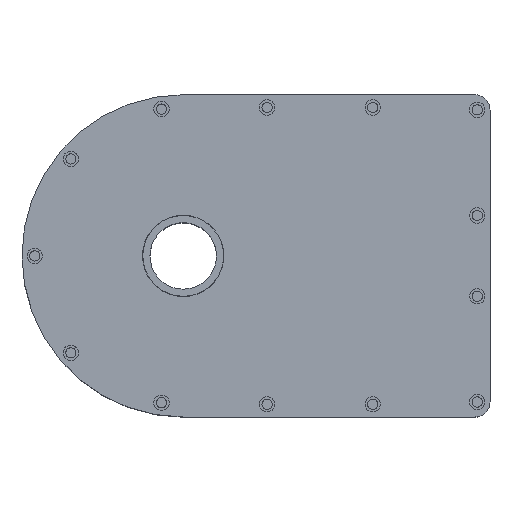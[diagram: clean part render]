
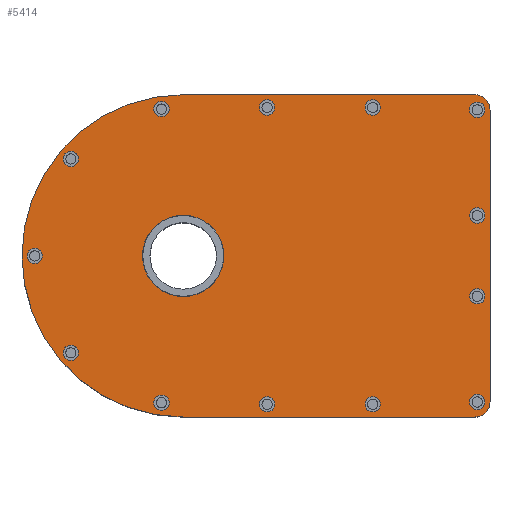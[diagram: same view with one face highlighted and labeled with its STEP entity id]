
A CAD part, top view. The second image highlights one B-rep face of the part: STEP entity #5414.
In plain terms, the highlighted planar face has unit normal (0, 0, 1).
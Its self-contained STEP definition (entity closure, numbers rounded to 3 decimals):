
#217=FACE_BOUND('',#1007,.T.);
#218=FACE_BOUND('',#1008,.T.);
#219=FACE_BOUND('',#1009,.T.);
#220=FACE_BOUND('',#1010,.T.);
#221=FACE_BOUND('',#1011,.T.);
#222=FACE_BOUND('',#1012,.T.);
#223=FACE_BOUND('',#1013,.T.);
#224=FACE_BOUND('',#1014,.T.);
#225=FACE_BOUND('',#1015,.T.);
#226=FACE_BOUND('',#1016,.T.);
#227=FACE_BOUND('',#1017,.T.);
#228=FACE_BOUND('',#1018,.T.);
#229=FACE_BOUND('',#1019,.T.);
#230=FACE_BOUND('',#1020,.T.);
#296=PLANE('',#5963);
#602=FACE_OUTER_BOUND('',#1006,.T.);
#1006=EDGE_LOOP('',(#4931,#4932,#4933,#4934,#4935,#4936));
#1007=EDGE_LOOP('',(#4937));
#1008=EDGE_LOOP('',(#4938));
#1009=EDGE_LOOP('',(#4939));
#1010=EDGE_LOOP('',(#4940));
#1011=EDGE_LOOP('',(#4941));
#1012=EDGE_LOOP('',(#4942));
#1013=EDGE_LOOP('',(#4943));
#1014=EDGE_LOOP('',(#4944));
#1015=EDGE_LOOP('',(#4945));
#1016=EDGE_LOOP('',(#4946));
#1017=EDGE_LOOP('',(#4947));
#1018=EDGE_LOOP('',(#4948));
#1019=EDGE_LOOP('',(#4949));
#1020=EDGE_LOOP('',(#4950));
#1481=CIRCLE('',#5869,7.95);
#1521=CIRCLE('',#5929,1.5);
#1522=CIRCLE('',#5931,1.5);
#1523=CIRCLE('',#5933,1.5);
#1524=CIRCLE('',#5935,1.5);
#1525=CIRCLE('',#5937,1.5);
#1526=CIRCLE('',#5939,1.5);
#1527=CIRCLE('',#5941,1.5);
#1528=CIRCLE('',#5943,1.5);
#1529=CIRCLE('',#5945,1.5);
#1530=CIRCLE('',#5947,1.5);
#1531=CIRCLE('',#5949,1.5);
#1532=CIRCLE('',#5951,1.5);
#1533=CIRCLE('',#5953,1.5);
#1534=CIRCLE('',#5955,3.);
#1535=CIRCLE('',#5958,3.);
#1536=CIRCLE('',#5961,31.525);
#1801=LINE('',#15095,#2072);
#1804=LINE('',#15103,#2075);
#1807=LINE('',#15110,#2078);
#2072=VECTOR('',#7239,10.);
#2075=VECTOR('',#7248,10.);
#2078=VECTOR('',#7257,10.);
#2513=VERTEX_POINT('',#14625);
#2571=VERTEX_POINT('',#15036);
#2572=VERTEX_POINT('',#15040);
#2573=VERTEX_POINT('',#15044);
#2574=VERTEX_POINT('',#15048);
#2575=VERTEX_POINT('',#15052);
#2576=VERTEX_POINT('',#15056);
#2577=VERTEX_POINT('',#15060);
#2578=VERTEX_POINT('',#15064);
#2579=VERTEX_POINT('',#15068);
#2580=VERTEX_POINT('',#15072);
#2581=VERTEX_POINT('',#15076);
#2582=VERTEX_POINT('',#15080);
#2583=VERTEX_POINT('',#15084);
#2584=VERTEX_POINT('',#15088);
#2585=VERTEX_POINT('',#15090);
#2586=VERTEX_POINT('',#15094);
#2587=VERTEX_POINT('',#15098);
#2588=VERTEX_POINT('',#15102);
#2589=VERTEX_POINT('',#15106);
#3258=EDGE_CURVE('',#2513,#2513,#1481,.T.);
#3339=EDGE_CURVE('',#2571,#2571,#1521,.T.);
#3341=EDGE_CURVE('',#2572,#2572,#1522,.T.);
#3343=EDGE_CURVE('',#2573,#2573,#1523,.T.);
#3345=EDGE_CURVE('',#2574,#2574,#1524,.T.);
#3347=EDGE_CURVE('',#2575,#2575,#1525,.T.);
#3349=EDGE_CURVE('',#2576,#2576,#1526,.T.);
#3351=EDGE_CURVE('',#2577,#2577,#1527,.T.);
#3353=EDGE_CURVE('',#2578,#2578,#1528,.T.);
#3355=EDGE_CURVE('',#2579,#2579,#1529,.T.);
#3357=EDGE_CURVE('',#2580,#2580,#1530,.T.);
#3359=EDGE_CURVE('',#2581,#2581,#1531,.T.);
#3361=EDGE_CURVE('',#2582,#2582,#1532,.T.);
#3363=EDGE_CURVE('',#2583,#2583,#1533,.T.);
#3366=EDGE_CURVE('',#2585,#2584,#1534,.T.);
#3368=EDGE_CURVE('',#2586,#2585,#1801,.T.);
#3370=EDGE_CURVE('',#2587,#2586,#1535,.T.);
#3372=EDGE_CURVE('',#2588,#2587,#1804,.T.);
#3374=EDGE_CURVE('',#2589,#2588,#1536,.T.);
#3376=EDGE_CURVE('',#2584,#2589,#1807,.T.);
#4931=ORIENTED_EDGE('',*,*,#3376,.T.);
#4932=ORIENTED_EDGE('',*,*,#3374,.T.);
#4933=ORIENTED_EDGE('',*,*,#3372,.T.);
#4934=ORIENTED_EDGE('',*,*,#3370,.T.);
#4935=ORIENTED_EDGE('',*,*,#3368,.T.);
#4936=ORIENTED_EDGE('',*,*,#3366,.T.);
#4937=ORIENTED_EDGE('',*,*,#3258,.T.);
#4938=ORIENTED_EDGE('',*,*,#3339,.T.);
#4939=ORIENTED_EDGE('',*,*,#3341,.T.);
#4940=ORIENTED_EDGE('',*,*,#3343,.T.);
#4941=ORIENTED_EDGE('',*,*,#3345,.T.);
#4942=ORIENTED_EDGE('',*,*,#3347,.T.);
#4943=ORIENTED_EDGE('',*,*,#3349,.T.);
#4944=ORIENTED_EDGE('',*,*,#3351,.T.);
#4945=ORIENTED_EDGE('',*,*,#3353,.T.);
#4946=ORIENTED_EDGE('',*,*,#3355,.T.);
#4947=ORIENTED_EDGE('',*,*,#3357,.T.);
#4948=ORIENTED_EDGE('',*,*,#3359,.T.);
#4949=ORIENTED_EDGE('',*,*,#3361,.T.);
#4950=ORIENTED_EDGE('',*,*,#3363,.T.);
#5414=ADVANCED_FACE('',(#602,#217,#218,#219,#220,#221,#222,#223,#224,#225,
#226,#227,#228,#229,#230),#296,.T.);
#5869=AXIS2_PLACEMENT_3D('',#14626,#7021,#7022);
#5929=AXIS2_PLACEMENT_3D('',#15037,#7168,#7169);
#5931=AXIS2_PLACEMENT_3D('',#15041,#7173,#7174);
#5933=AXIS2_PLACEMENT_3D('',#15045,#7178,#7179);
#5935=AXIS2_PLACEMENT_3D('',#15049,#7183,#7184);
#5937=AXIS2_PLACEMENT_3D('',#15053,#7188,#7189);
#5939=AXIS2_PLACEMENT_3D('',#15057,#7193,#7194);
#5941=AXIS2_PLACEMENT_3D('',#15061,#7198,#7199);
#5943=AXIS2_PLACEMENT_3D('',#15065,#7203,#7204);
#5945=AXIS2_PLACEMENT_3D('',#15069,#7208,#7209);
#5947=AXIS2_PLACEMENT_3D('',#15073,#7213,#7214);
#5949=AXIS2_PLACEMENT_3D('',#15077,#7218,#7219);
#5951=AXIS2_PLACEMENT_3D('',#15081,#7223,#7224);
#5953=AXIS2_PLACEMENT_3D('',#15085,#7228,#7229);
#5955=AXIS2_PLACEMENT_3D('',#15091,#7234,#7235);
#5958=AXIS2_PLACEMENT_3D('',#15099,#7243,#7244);
#5961=AXIS2_PLACEMENT_3D('',#15107,#7252,#7253);
#5963=AXIS2_PLACEMENT_3D('',#15111,#7258,#7259);
#7021=DIRECTION('center_axis',(0.,0.,-1.));
#7022=DIRECTION('ref_axis',(-1.,0.,0.));
#7168=DIRECTION('center_axis',(0.,0.,-1.));
#7169=DIRECTION('ref_axis',(-1.,0.,0.));
#7173=DIRECTION('center_axis',(0.,0.,-1.));
#7174=DIRECTION('ref_axis',(-1.,0.,0.));
#7178=DIRECTION('center_axis',(0.,0.,-1.));
#7179=DIRECTION('ref_axis',(-1.,0.,0.));
#7183=DIRECTION('center_axis',(0.,0.,-1.));
#7184=DIRECTION('ref_axis',(-1.,0.,0.));
#7188=DIRECTION('center_axis',(0.,0.,-1.));
#7189=DIRECTION('ref_axis',(-1.,0.,0.));
#7193=DIRECTION('center_axis',(0.,0.,-1.));
#7194=DIRECTION('ref_axis',(-1.,0.,0.));
#7198=DIRECTION('center_axis',(0.,0.,-1.));
#7199=DIRECTION('ref_axis',(-1.,0.,0.));
#7203=DIRECTION('center_axis',(0.,0.,-1.));
#7204=DIRECTION('ref_axis',(-1.,0.,0.));
#7208=DIRECTION('center_axis',(0.,0.,-1.));
#7209=DIRECTION('ref_axis',(-1.,0.,0.));
#7213=DIRECTION('center_axis',(0.,0.,-1.));
#7214=DIRECTION('ref_axis',(-1.,0.,0.));
#7218=DIRECTION('center_axis',(0.,0.,-1.));
#7219=DIRECTION('ref_axis',(-1.,0.,0.));
#7223=DIRECTION('center_axis',(0.,0.,-1.));
#7224=DIRECTION('ref_axis',(-1.,0.,0.));
#7228=DIRECTION('center_axis',(0.,0.,-1.));
#7229=DIRECTION('ref_axis',(-1.,0.,0.));
#7234=DIRECTION('center_axis',(0.,0.,1.));
#7235=DIRECTION('ref_axis',(1.,0.,0.));
#7239=DIRECTION('',(0.,1.,0.));
#7243=DIRECTION('center_axis',(0.,0.,1.));
#7244=DIRECTION('ref_axis',(0.,-1.,0.));
#7248=DIRECTION('',(1.,0.,0.));
#7252=DIRECTION('center_axis',(0.,0.,1.));
#7253=DIRECTION('ref_axis',(0.,1.,0.));
#7257=DIRECTION('',(-1.,0.,0.));
#7258=DIRECTION('center_axis',(0.,0.,1.));
#7259=DIRECTION('ref_axis',(-1.,0.,0.));
#14625=CARTESIAN_POINT('',(7.95,0.,38.25));
#14626=CARTESIAN_POINT('Origin',(0.,0.,38.25));
#15036=CARTESIAN_POINT('',(38.575,29.025,38.25));
#15037=CARTESIAN_POINT('Origin',(37.075,29.025,38.25));
#15040=CARTESIAN_POINT('',(-27.525,0.,38.25));
#15041=CARTESIAN_POINT('Origin',(-29.025,0.,
38.25));
#15044=CARTESIAN_POINT('',(38.575,-29.025,38.25));
#15045=CARTESIAN_POINT('Origin',(37.075,-29.025,38.25));
#15048=CARTESIAN_POINT('',(58.998,-28.569,38.25));
#15049=CARTESIAN_POINT('Origin',(57.498,-28.569,38.25));
#15052=CARTESIAN_POINT('',(-20.473,-18.964,38.25));
#15053=CARTESIAN_POINT('Origin',(-21.973,-18.964,38.25));
#15056=CARTESIAN_POINT('',(17.908,29.025,38.25));
#15057=CARTESIAN_POINT('Origin',(16.408,29.025,38.25));
#15060=CARTESIAN_POINT('',(58.998,28.569,38.25));
#15061=CARTESIAN_POINT('Origin',(57.498,28.569,38.25));
#15064=CARTESIAN_POINT('',(-20.473,18.964,38.25));
#15065=CARTESIAN_POINT('Origin',(-21.973,18.964,38.25));
#15068=CARTESIAN_POINT('',(17.908,-29.025,38.25));
#15069=CARTESIAN_POINT('Origin',(16.408,-29.025,38.25));
#15072=CARTESIAN_POINT('',(59.,-7.902,38.25));
#15073=CARTESIAN_POINT('Origin',(57.5,-7.902,38.25));
#15076=CARTESIAN_POINT('',(-2.743,-28.713,38.25));
#15077=CARTESIAN_POINT('Origin',(-4.243,-28.713,38.25));
#15080=CARTESIAN_POINT('',(-2.743,28.713,38.25));
#15081=CARTESIAN_POINT('Origin',(-4.243,28.713,38.25));
#15084=CARTESIAN_POINT('',(59.,7.902,38.25));
#15085=CARTESIAN_POINT('Origin',(57.5,7.902,38.25));
#15088=CARTESIAN_POINT('',(57.,31.525,38.25));
#15090=CARTESIAN_POINT('',(60.,28.525,38.25));
#15091=CARTESIAN_POINT('Origin',(57.,28.525,38.25));
#15094=CARTESIAN_POINT('',(60.,-28.525,38.25));
#15095=CARTESIAN_POINT('',(60.,-28.525,38.25));
#15098=CARTESIAN_POINT('',(57.,-31.525,38.25));
#15099=CARTESIAN_POINT('Origin',(57.,-28.525,38.25));
#15102=CARTESIAN_POINT('',(0.,-31.525,38.25));
#15103=CARTESIAN_POINT('',(0.,-31.525,38.25));
#15106=CARTESIAN_POINT('',(0.,31.525,38.25));
#15107=CARTESIAN_POINT('Origin',(0.,0.,38.25));
#15110=CARTESIAN_POINT('',(57.,31.525,38.25));
#15111=CARTESIAN_POINT('Origin',(14.238,0.,38.25));
